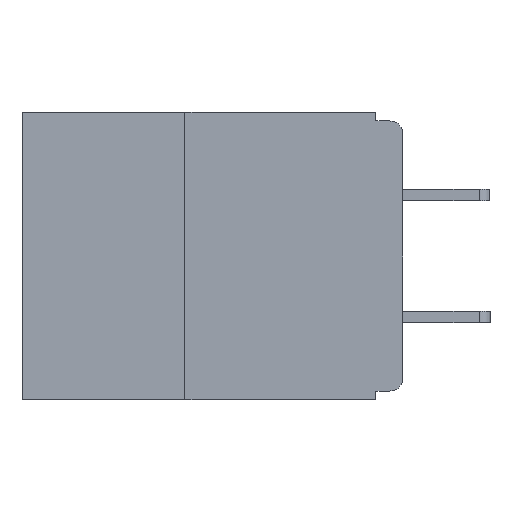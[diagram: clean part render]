
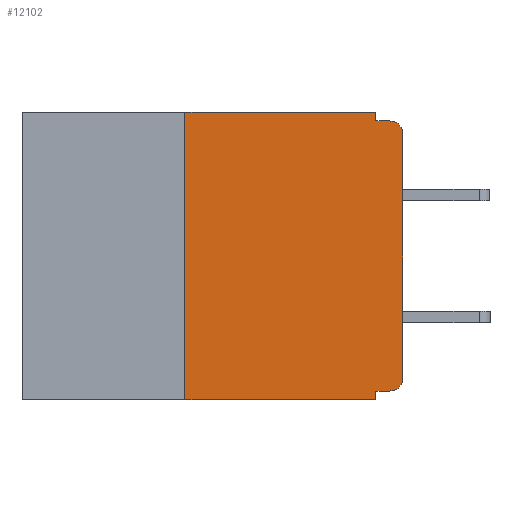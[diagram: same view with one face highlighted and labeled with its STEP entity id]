
A CAD part, left-side view. The second image highlights one B-rep face of the part: STEP entity #12102.
In plain terms, the highlighted planar face has unit normal (-1, 0, 0).
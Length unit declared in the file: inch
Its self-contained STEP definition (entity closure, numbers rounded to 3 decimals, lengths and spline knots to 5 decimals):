
#123 = EDGE_CURVE ( 'NONE', #2195, #7532, #15577, .T. ) ;
#156 = DIRECTION ( 'NONE',  ( 0., 0., -1. ) ) ;
#675 = CARTESIAN_POINT ( 'NONE',  ( 0., 0., -0.01 ) ) ;
#1227 = ORIENTED_EDGE ( 'NONE', *, *, #1762, .F. ) ;
#1245 = ORIENTED_EDGE ( 'NONE', *, *, #1923, .F. ) ;
#1314 = CARTESIAN_POINT ( 'NONE',  ( 0., 0.031, 0. ) ) ;
#1339 = LINE ( 'NONE', #13138, #12650 ) ;
#1685 = ORIENTED_EDGE ( 'NONE', *, *, #10903, .F. ) ;
#1747 = VERTEX_POINT ( 'NONE', #5015 ) ;
#1762 = EDGE_CURVE ( 'NONE', #2898, #4997, #13939, .T. ) ;
#1923 = EDGE_CURVE ( 'NONE', #6337, #4902, #11375, .T. ) ;
#2113 = DIRECTION ( 'NONE',  ( 0., -1., 0. ) ) ;
#2195 = VERTEX_POINT ( 'NONE', #5644 ) ;
#2314 = EDGE_CURVE ( 'NONE', #4798, #10280, #1339, .T. ) ;
#2587 = ORIENTED_EDGE ( 'NONE', *, *, #8473, .T. ) ;
#2654 = VECTOR ( 'NONE', #2113, 39.37008 ) ;
#2738 = VECTOR ( 'NONE', #17119, 39.37008 ) ;
#2898 = VERTEX_POINT ( 'NONE', #1314 ) ;
#3109 = CARTESIAN_POINT ( 'NONE',  ( 0., 0.015, -0.01 ) ) ;
#4096 = LINE ( 'NONE', #9979, #11100 ) ;
#4798 = VERTEX_POINT ( 'NONE', #7109 ) ;
#4844 = CARTESIAN_POINT ( 'NONE',  ( 0., 0.015, -0.32 ) ) ;
#4902 = VERTEX_POINT ( 'NONE', #9588 ) ;
#4997 = VERTEX_POINT ( 'NONE', #9490 ) ;
#5015 = CARTESIAN_POINT ( 'NONE',  ( 0., 0.031, -0.33 ) ) ;
#5644 = CARTESIAN_POINT ( 'NONE',  ( 0., 0., -0.305 ) ) ;
#5910 = CIRCLE ( 'NONE', #13334, 0.015 ) ;
#5939 = PLANE ( 'NONE',  #17615 ) ;
#5948 = CIRCLE ( 'NONE', #11990, 0.015 ) ;
#5999 = ORIENTED_EDGE ( 'NONE', *, *, #123, .T. ) ;
#6337 = VERTEX_POINT ( 'NONE', #4844 ) ;
#6645 = VERTEX_POINT ( 'NONE', #3109 ) ;
#7033 = CARTESIAN_POINT ( 'NONE',  ( 0., 0.031, -0.33 ) ) ;
#7109 = CARTESIAN_POINT ( 'NONE',  ( 0., 0.25, -0.33 ) ) ;
#7315 = EDGE_LOOP ( 'NONE', ( #5999, #2587, #13612, #1227, #1685, #13825, #14041, #17421, #1245, #9355 ) ) ;
#7362 = LINE ( 'NONE', #7033, #14252 ) ;
#7532 = VERTEX_POINT ( 'NONE', #12397 ) ;
#8473 = EDGE_CURVE ( 'NONE', #7532, #6645, #5948, .T. ) ;
#8495 = DIRECTION ( 'NONE',  ( 0., 0., -1. ) ) ;
#8548 = CARTESIAN_POINT ( 'NONE',  ( 0., 0.015, -0.305 ) ) ;
#8803 = DIRECTION ( 'NONE',  ( 1., 0., 0. ) ) ;
#9126 = DIRECTION ( 'NONE',  ( 0., -1., 0. ) ) ;
#9355 = ORIENTED_EDGE ( 'NONE', *, *, #14403, .T. ) ;
#9440 = CARTESIAN_POINT ( 'NONE',  ( 0., 0.437, 0. ) ) ;
#9490 = CARTESIAN_POINT ( 'NONE',  ( 0., 0.031, -0.01 ) ) ;
#9588 = CARTESIAN_POINT ( 'NONE',  ( 0., 0.031, -0.32 ) ) ;
#9919 = DIRECTION ( 'NONE',  ( 0., 0., -1. ) ) ;
#9979 = CARTESIAN_POINT ( 'NONE',  ( 0., 0.437, -0.33 ) ) ;
#10000 = DIRECTION ( 'NONE',  ( 0., -1., 0. ) ) ;
#10217 = LINE ( 'NONE', #675, #2654 ) ;
#10280 = VERTEX_POINT ( 'NONE', #15686 ) ;
#10848 = EDGE_CURVE ( 'NONE', #4798, #1747, #4096, .T. ) ;
#10903 = EDGE_CURVE ( 'NONE', #10280, #2898, #13877, .T. ) ;
#11100 = VECTOR ( 'NONE', #10000, 39.37008 ) ;
#11375 = LINE ( 'NONE', #16214, #11803 ) ;
#11803 = VECTOR ( 'NONE', #16184, 39.37008 ) ;
#11990 = AXIS2_PLACEMENT_3D ( 'NONE', #12518, #12515, #12491 ) ;
#12002 = VECTOR ( 'NONE', #15152, 39.37008 ) ;
#12102 = ADVANCED_FACE ( 'NONE', ( #13205 ), #5939, .F. ) ;
#12397 = CARTESIAN_POINT ( 'NONE',  ( 0., 0., -0.025 ) ) ;
#12491 = DIRECTION ( 'NONE',  ( 0., 0., -1. ) ) ;
#12515 = DIRECTION ( 'NONE',  ( -1., 0., 0. ) ) ;
#12518 = CARTESIAN_POINT ( 'NONE',  ( 0., 0.015, -0.025 ) ) ;
#12650 = VECTOR ( 'NONE', #13126, 39.37008 ) ;
#13126 = DIRECTION ( 'NONE',  ( 0., 0., 1. ) ) ;
#13138 = CARTESIAN_POINT ( 'NONE',  ( 0., 0.25, -0.33 ) ) ;
#13205 = FACE_OUTER_BOUND ( 'NONE', #7315, .T. ) ;
#13334 = AXIS2_PLACEMENT_3D ( 'NONE', #8548, #17814, #9919 ) ;
#13468 = VECTOR ( 'NONE', #9126, 39.37008 ) ;
#13612 = ORIENTED_EDGE ( 'NONE', *, *, #16154, .F. ) ;
#13825 = ORIENTED_EDGE ( 'NONE', *, *, #2314, .F. ) ;
#13877 = LINE ( 'NONE', #9440, #13468 ) ;
#13939 = LINE ( 'NONE', #15160, #2738 ) ;
#14041 = ORIENTED_EDGE ( 'NONE', *, *, #10848, .T. ) ;
#14252 = VECTOR ( 'NONE', #8495, 39.37008 ) ;
#14403 = EDGE_CURVE ( 'NONE', #6337, #2195, #5910, .T. ) ;
#15152 = DIRECTION ( 'NONE',  ( 0., 0., 1. ) ) ;
#15160 = CARTESIAN_POINT ( 'NONE',  ( 0., 0.031, 0. ) ) ;
#15577 = LINE ( 'NONE', #17653, #12002 ) ;
#15686 = CARTESIAN_POINT ( 'NONE',  ( 0., 0.25, 0. ) ) ;
#16154 = EDGE_CURVE ( 'NONE', #4997, #6645, #10217, .T. ) ;
#16184 = DIRECTION ( 'NONE',  ( 0., 1., 0. ) ) ;
#16214 = CARTESIAN_POINT ( 'NONE',  ( 0., 0., -0.32 ) ) ;
#16787 = CARTESIAN_POINT ( 'NONE',  ( 0., 0.437, 0. ) ) ;
#16877 = EDGE_CURVE ( 'NONE', #4902, #1747, #7362, .T. ) ;
#17119 = DIRECTION ( 'NONE',  ( 0., 0., -1. ) ) ;
#17421 = ORIENTED_EDGE ( 'NONE', *, *, #16877, .F. ) ;
#17615 = AXIS2_PLACEMENT_3D ( 'NONE', #16787, #8803, #156 ) ;
#17653 = CARTESIAN_POINT ( 'NONE',  ( 0., 0., 0. ) ) ;
#17814 = DIRECTION ( 'NONE',  ( -1., 0., 0. ) ) ;
